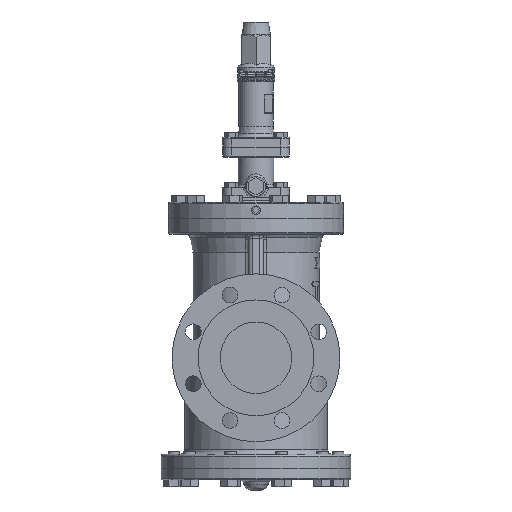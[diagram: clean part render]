
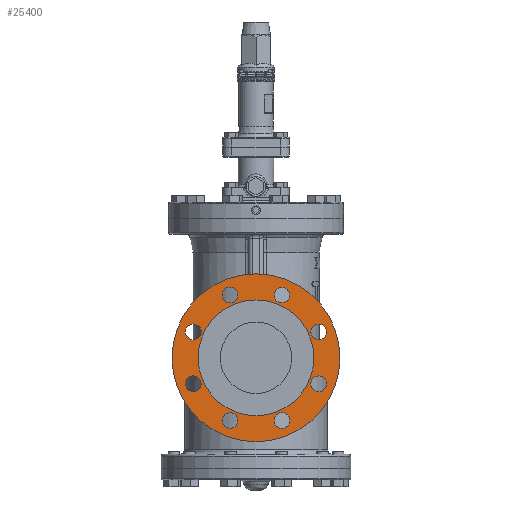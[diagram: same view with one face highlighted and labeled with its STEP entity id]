
A CAD part, left-side view. The second image highlights one B-rep face of the part: STEP entity #25400.
In plain terms, the highlighted planar face has unit normal (-1, 0, 0).
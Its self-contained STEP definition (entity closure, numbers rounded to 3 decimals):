
#24963=CARTESIAN_POINT('',(-172.0,-79.99,28.577));
#24964=VERTEX_POINT('',#24963);
#24965=CARTESIAN_POINT('',(-172.0,-87.769,36.355));
#24966=DIRECTION('',(1.,0.0,0.0));
#24967=DIRECTION('',(0.0,-0.707,0.707));
#24968=AXIS2_PLACEMENT_3D('',#24965,#24966,#24967);
#24969=CIRCLE('',#24968,11.0);
#24970=EDGE_CURVE('',#24964,#24964,#24969,.T.);
#25012=CARTESIAN_POINT('',(-172.0,-76.769,-36.355));
#25013=VERTEX_POINT('',#25012);
#25014=CARTESIAN_POINT('',(-172.0,-87.769,-36.355));
#25015=DIRECTION('',(1.0,0.0,0.0));
#25016=DIRECTION('',(0.0,-1.0,0.0));
#25017=AXIS2_PLACEMENT_3D('',#25014,#25015,#25016);
#25018=CIRCLE('',#25017,11.0);
#25019=EDGE_CURVE('',#25013,#25013,#25018,.T.);
#25061=CARTESIAN_POINT('',(-172.0,-28.577,-79.99));
#25062=VERTEX_POINT('',#25061);
#25063=CARTESIAN_POINT('',(-172.0,-36.355,-87.769));
#25064=DIRECTION('',(1.0,0.0,0.0));
#25065=DIRECTION('',(0.0,-0.707,-0.707));
#25066=AXIS2_PLACEMENT_3D('',#25063,#25064,#25065);
#25067=CIRCLE('',#25066,11.);
#25068=EDGE_CURVE('',#25062,#25062,#25067,.T.);
#25110=CARTESIAN_POINT('',(-172.0,36.355,-76.769));
#25111=VERTEX_POINT('',#25110);
#25112=CARTESIAN_POINT('',(-172.0,36.355,-87.769));
#25113=DIRECTION('',(1.0,0.0,0.0));
#25114=DIRECTION('',(0.0,0.0,-1.0));
#25115=AXIS2_PLACEMENT_3D('',#25112,#25113,#25114);
#25116=CIRCLE('',#25115,11.0);
#25117=EDGE_CURVE('',#25111,#25111,#25116,.T.);
#25159=CARTESIAN_POINT('',(-172.0,79.99,-28.577));
#25160=VERTEX_POINT('',#25159);
#25161=CARTESIAN_POINT('',(-172.0,87.769,-36.355));
#25162=DIRECTION('',(1.0,0.0,0.0));
#25163=DIRECTION('',(0.0,0.707,-0.707));
#25164=AXIS2_PLACEMENT_3D('',#25161,#25162,#25163);
#25165=CIRCLE('',#25164,11.);
#25166=EDGE_CURVE('',#25160,#25160,#25165,.T.);
#25208=CARTESIAN_POINT('',(-172.0,76.769,36.355));
#25209=VERTEX_POINT('',#25208);
#25210=CARTESIAN_POINT('',(-172.0,87.769,36.355));
#25211=DIRECTION('',(1.0,0.0,0.0));
#25212=DIRECTION('',(0.0,1.0,0.0));
#25213=AXIS2_PLACEMENT_3D('',#25210,#25211,#25212);
#25214=CIRCLE('',#25213,11.0);
#25215=EDGE_CURVE('',#25209,#25209,#25214,.T.);
#25257=CARTESIAN_POINT('',(-172.0,28.577,79.99));
#25258=VERTEX_POINT('',#25257);
#25259=CARTESIAN_POINT('',(-172.0,36.355,87.769));
#25260=DIRECTION('',(1.0,0.0,0.0));
#25261=DIRECTION('',(0.0,0.707,0.707));
#25262=AXIS2_PLACEMENT_3D('',#25259,#25260,#25261);
#25263=CIRCLE('',#25262,11.);
#25264=EDGE_CURVE('',#25258,#25258,#25263,.T.);
#25306=CARTESIAN_POINT('',(-172.0,-36.355,76.769));
#25307=VERTEX_POINT('',#25306);
#25308=CARTESIAN_POINT('',(-172.0,-36.355,87.769));
#25309=DIRECTION('',(1.0,0.0,0.0));
#25310=DIRECTION('',(0.0,0.0,1.0));
#25311=AXIS2_PLACEMENT_3D('',#25308,#25309,#25310);
#25312=CIRCLE('',#25311,11.0);
#25313=EDGE_CURVE('',#25307,#25307,#25312,.T.);
#25334=CARTESIAN_POINT('',(-172.0,0.,81.0));
#25335=VERTEX_POINT('',#25334);
#25336=CARTESIAN_POINT('',(-172.0,0.0,0.0));
#25337=DIRECTION('',(-1.0,0.0,0.0));
#25338=DIRECTION('',(0.0,0.0,-1.0));
#25339=AXIS2_PLACEMENT_3D('',#25336,#25337,#25338);
#25340=CIRCLE('',#25339,81.0);
#25341=EDGE_CURVE('',#25335,#25335,#25340,.T.);
#25357=CARTESIAN_POINT('',(-172.0,0.0,0.0));
#25358=DIRECTION('',(1.0,0.0,0.0));
#25359=DIRECTION('',(0.0,0.0,-1.0));
#25360=AXIS2_PLACEMENT_3D('',#25357,#25358,#25359);
#25361=PLANE('',#25360);
#25362=CARTESIAN_POINT('',(-172.0,0.,117.5));
#25363=VERTEX_POINT('',#25362);
#25364=CARTESIAN_POINT('',(-172.0,0.0,0.0));
#25365=DIRECTION('',(1.0,0.0,0.0));
#25366=DIRECTION('',(0.0,-1.0,0.0));
#25367=AXIS2_PLACEMENT_3D('',#25364,#25365,#25366);
#25368=CIRCLE('',#25367,117.5);
#25369=EDGE_CURVE('',#25363,#25363,#25368,.T.);
#25370=ORIENTED_EDGE('',*,*,#25369,.F.);
#25371=EDGE_LOOP('',(#25370));
#25372=FACE_OUTER_BOUND('',#25371,.T.);
#25373=ORIENTED_EDGE('',*,*,#24970,.T.);
#25374=EDGE_LOOP('',(#25373));
#25375=FACE_BOUND('',#25374,.T.);
#25376=ORIENTED_EDGE('',*,*,#25019,.T.);
#25377=EDGE_LOOP('',(#25376));
#25378=FACE_BOUND('',#25377,.T.);
#25379=ORIENTED_EDGE('',*,*,#25068,.T.);
#25380=EDGE_LOOP('',(#25379));
#25381=FACE_BOUND('',#25380,.T.);
#25382=ORIENTED_EDGE('',*,*,#25117,.T.);
#25383=EDGE_LOOP('',(#25382));
#25384=FACE_BOUND('',#25383,.T.);
#25385=ORIENTED_EDGE('',*,*,#25166,.T.);
#25386=EDGE_LOOP('',(#25385));
#25387=FACE_BOUND('',#25386,.T.);
#25388=ORIENTED_EDGE('',*,*,#25215,.T.);
#25389=EDGE_LOOP('',(#25388));
#25390=FACE_BOUND('',#25389,.T.);
#25391=ORIENTED_EDGE('',*,*,#25264,.T.);
#25392=EDGE_LOOP('',(#25391));
#25393=FACE_BOUND('',#25392,.T.);
#25394=ORIENTED_EDGE('',*,*,#25313,.T.);
#25395=EDGE_LOOP('',(#25394));
#25396=FACE_BOUND('',#25395,.T.);
#25397=ORIENTED_EDGE('',*,*,#25341,.F.);
#25398=EDGE_LOOP('',(#25397));
#25399=FACE_BOUND('',#25398,.T.);
#25400=ADVANCED_FACE('',(#25372,#25375,#25378,#25381,#25384,#25387,#25390,#25393,#25396,#25399),#25361,.F.);
